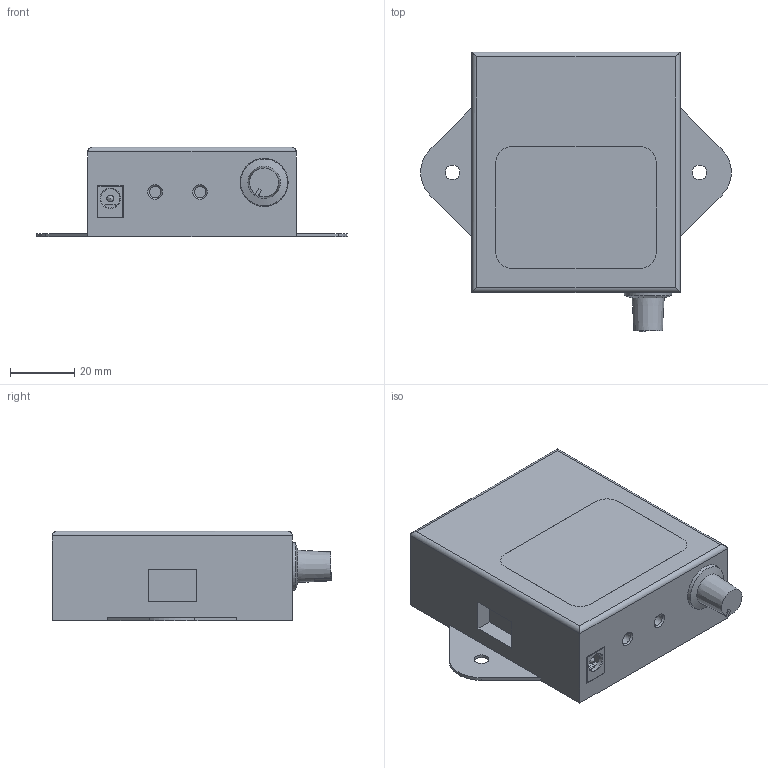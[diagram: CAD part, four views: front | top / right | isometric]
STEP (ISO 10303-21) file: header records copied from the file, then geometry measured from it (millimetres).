
FILE_DESCRIPTION(('FreeCAD Model'),'2;1');
FILE_NAME('Visaton_AMP_2-2.step','2021-01-26T12:28:37',('Author'),(''), 'Open CASCADE STEP processor 7.3','FreeCAD','Unknown');
FILE_SCHEMA(('AUTOMOTIVE_DESIGN { 1 0 10303 214 1 1 1 1 }'));
Length unit declared in the file: millimetre
Products named in the file (1): Visaton_AMP_2-2
Bounding box: 96.92 x 87.3 x 28.01 mm (x, y, z)
Volume: 135592.5 mm3; surface area: 25739.8 mm2
Topology: 7 solids, 7 shells, 102 faces, 283 edges, 258 vertices
Faces by surface type: plane 71, cylinder 24, cone 6, torus 1
Full cylindrical faces by diameter (mm): 2.1 x1, 3.6 x2, 4.6 x2, 6 x1
Entity records: 6991 total; most frequent: CARTESIAN_POINT 1327, DIRECTION 964, LINE 592, VECTOR 592, ORIENTED_EDGE 440, PCURVE 440, DEFINITIONAL_REPRESENTATION 440, EDGE_CURVE 220
